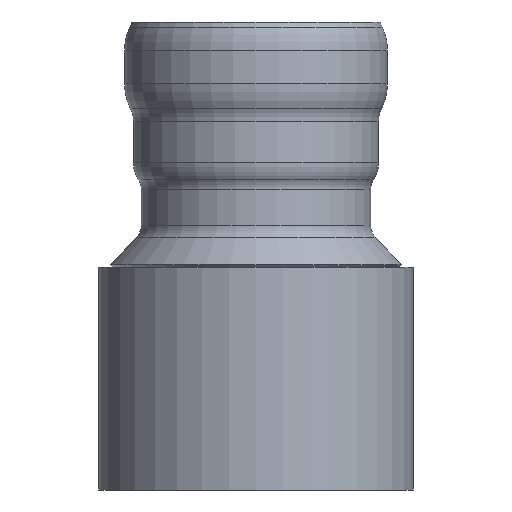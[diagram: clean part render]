
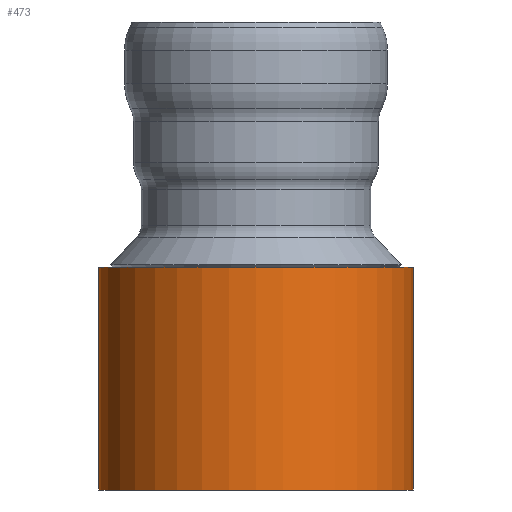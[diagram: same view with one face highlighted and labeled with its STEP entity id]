
A CAD part, front view. The second image highlights one B-rep face of the part: STEP entity #473.
In plain terms, the highlighted cylindrical face has radius 706.5 mm (diameter 1413 mm), a full revolution.
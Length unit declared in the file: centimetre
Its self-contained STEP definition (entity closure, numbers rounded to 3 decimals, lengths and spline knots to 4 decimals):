
#73=FACE_OUTER_BOUND('',#104,.T.);
#104=EDGE_LOOP('',(#434,#435,#436,#437));
#117=LINE('',#892,#130);
#130=VECTOR('',#747,70.65);
#183=CIRCLE('',#555,70.65);
#186=CIRCLE('',#560,70.65);
#227=VERTEX_POINT('',#880);
#230=VERTEX_POINT('',#889);
#294=EDGE_CURVE('',#227,#227,#183,.T.);
#298=EDGE_CURVE('',#230,#230,#186,.T.);
#299=EDGE_CURVE('',#227,#230,#117,.T.);
#434=ORIENTED_EDGE('',*,*,#294,.F.);
#435=ORIENTED_EDGE('',*,*,#299,.T.);
#436=ORIENTED_EDGE('',*,*,#298,.T.);
#437=ORIENTED_EDGE('',*,*,#299,.F.);
#445=CYLINDRICAL_SURFACE('',#561,70.65);
#473=ADVANCED_FACE('',(#73),#445,.T.);
#555=AXIS2_PLACEMENT_3D('',#881,#732,#733);
#560=AXIS2_PLACEMENT_3D('',#890,#743,#744);
#561=AXIS2_PLACEMENT_3D('',#891,#745,#746);
#732=DIRECTION('center_axis',(0.,0.,-1.));
#733=DIRECTION('ref_axis',(1.,0.,0.));
#743=DIRECTION('center_axis',(0.,0.,-1.));
#744=DIRECTION('ref_axis',(1.,0.,0.));
#745=DIRECTION('center_axis',(0.,0.,-1.));
#746=DIRECTION('ref_axis',(1.,0.,0.));
#747=DIRECTION('',(0.,0.,1.));
#880=CARTESIAN_POINT('',(59.1473,97.1939,-260.0351));
#881=CARTESIAN_POINT('Origin',(129.7973,97.1939,-260.0351));
#889=CARTESIAN_POINT('',(59.1473,97.1939,-160.0351));
#890=CARTESIAN_POINT('Origin',(129.7973,97.1939,-160.0351));
#891=CARTESIAN_POINT('Origin',(129.7973,97.1939,-210.0351));
#892=CARTESIAN_POINT('',(59.1473,97.1939,-210.0351));
